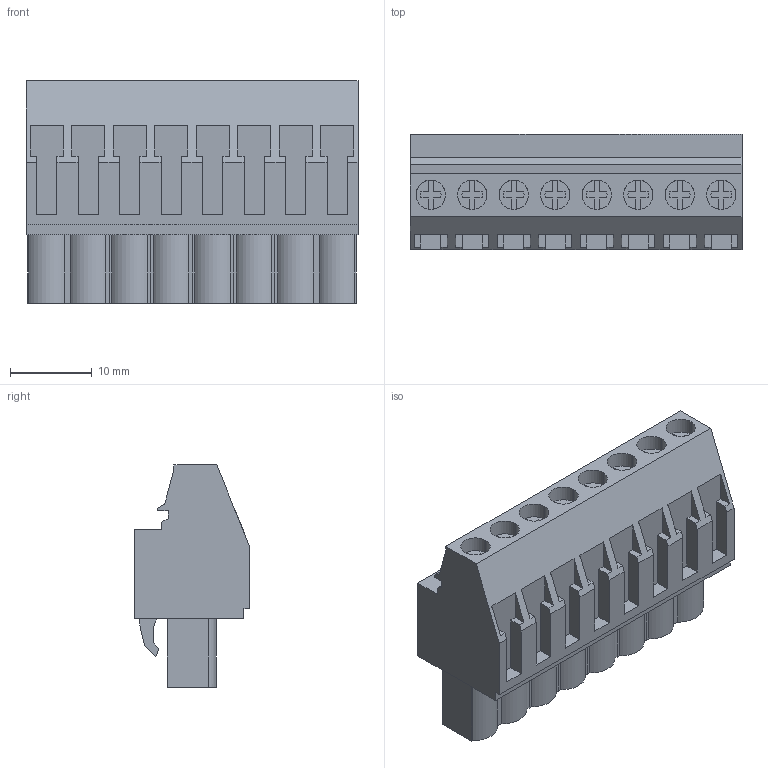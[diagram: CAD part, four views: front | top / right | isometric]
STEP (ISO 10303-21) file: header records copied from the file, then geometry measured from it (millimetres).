
FILE_DESCRIPTION(('CATIA V5 STEP','CAx-IF Rec.Pracs.--- Model Styling and Organization---1.2---2011-12-15'),'2;1');
FILE_NAME ('D1467891_0_1948300000_1948300000.stp','2017-09-08T10:58:10+00:00',('none'),('Weidmueller'),'CATIA Version 5-6 Release 2014','CATIA V5 STEP AP214','none');
FILE_SCHEMA(('AUTOMOTIVE_DESIGN { 1 0 10303 214 1 1 1 1 }'));
Length unit declared in the file: millimetre
Products named in the file (1): 1948300000
Bounding box: 40.64 x 14.1 x 27.2 mm (x, y, z)
Volume: 9256.5 mm3; surface area: 5617.1 mm2
Topology: 9 solids, 9 shells, 538 faces, 1485 edges, 1000 vertices
Faces by surface type: plane 466, cylinder 70, extrusion 2
Entity records: 15867 total; most frequent: ORIENTED_EDGE 2970, CARTESIAN_POINT 2834, DIRECTION 2175, EDGE_CURVE 1485, VECTOR 1311, LINE 1309, VERTEX_POINT 1000, EDGE_LOOP 573
